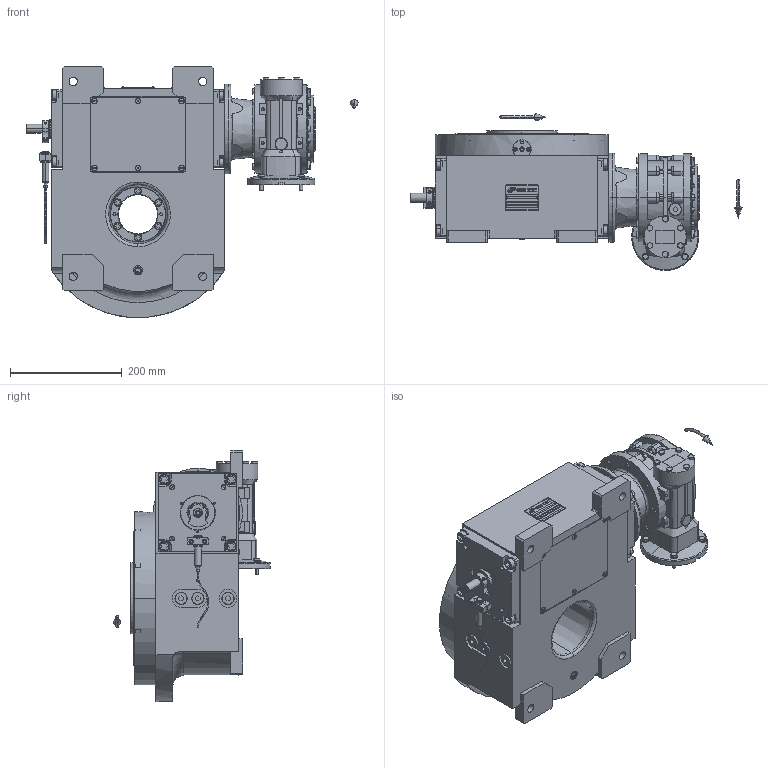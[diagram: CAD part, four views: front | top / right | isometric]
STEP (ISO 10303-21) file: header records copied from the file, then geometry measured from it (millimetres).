
FILE_DESCRIPTION (( 'STEP AP214' ), '1' );
FILE_NAME ('PC5200422.step', '2024-06-24T12:37:07', ( '' ), ( '' ), 'SwSTEP 2.0', 'SolidWorks 2020', '' );
FILE_SCHEMA (( 'AUTOMOTIVE_DESIGN' ));
Length unit declared in the file: millimetre
Products named in the file (89): cfn2128_04_002; CFN2223_02_004.stp; olio_agip_blasia_150; cfn2000_01_126; cfn2077_01_036; cfn2115_02_057; cfn2000_01_081; cfn2104_01_018; rig09_001_a_s_011; cfn2003_01_054; cfn2476_01_002_60x46; AS_rig09_002_s_003; AS_cfn2476_01_002_60x46; CFN2000_01_185.stp; AS_rig09_004; rig09_071_12_m.stp; cfn2010_01_015.prt; cfn2070_05_009; cfn2000_01_099; AS_rig09_071_12_m; CFN2223_02_003.stp; cfn2107_01_001; rig09_007_master; RIG09_005_AF0.stp; cfn2151_01_115; AS_900_38_30_003; CFN2010_01_020.stp; cfn2205_01_015; cfn2128_19_002; rig09_004; AS_900_38_11_06_4; rig09_016; cfn2400_04_003; CFN2104_02_018.stp; AS_rig09_016; CFN2356_03_053.stp; CFN2010_02_002.stp; cfn2401_01_003; 900_38_30_003; rig09_003_12 ...
Assembly tree (78 placements, depth 5):
  CFN2223_02_004.stp
  olio_agip_blasia_150
  cfn2077_01_036
  cfn2115_02_057
  CFN2223_02_003.stp
Bounding box: 594.5 x 281 x 450 mm (x, y, z)
Volume: 6480717.2 mm3; surface area: 1584124.2 mm2
Topology: 68 solids, 70 shells, 3642 faces, 9051 edges, 5738 vertices
Faces by surface type: plane 1766, cylinder 1062, cone 568, torus 230, bspline 12, sphere 4
Entity records: 126916 total; most frequent: CARTESIAN_POINT 38575, DIRECTION 17761, ORIENTED_EDGE 17624, EDGE_CURVE 8814, AXIS2_PLACEMENT_3D 6518, VERTEX_POINT 5650, LINE 4725, VECTOR 4725
